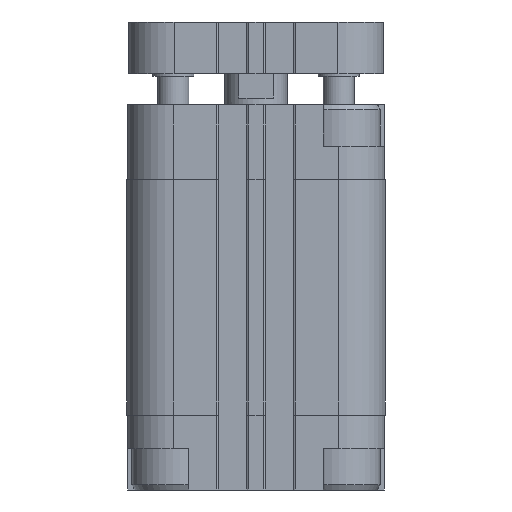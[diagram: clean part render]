
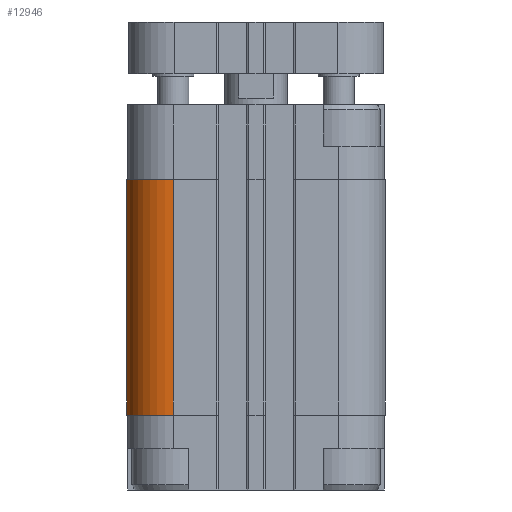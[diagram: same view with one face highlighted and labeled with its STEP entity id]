
A CAD part, front view. The second image highlights one B-rep face of the part: STEP entity #12946.
In plain terms, the highlighted cylindrical face has radius 9 mm (diameter 18 mm), a partial arc.
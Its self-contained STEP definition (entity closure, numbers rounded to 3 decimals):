
#538=LINE('',#20658,#1718);
#539=LINE('',#20660,#1719);
#1718=VECTOR('',#16242,1000.);
#1719=VECTOR('',#16245,1000.);
#2914=CYLINDRICAL_SURFACE('',#13963,9.);
#4565=ORIENTED_EDGE('',*,*,#7892,.F.);
#4566=ORIENTED_EDGE('',*,*,#7938,.F.);
#4567=ORIENTED_EDGE('',*,*,#7453,.T.);
#4568=ORIENTED_EDGE('',*,*,#7939,.T.);
#7453=EDGE_CURVE('',#9357,#9356,#10424,.T.);
#7892=EDGE_CURVE('',#9647,#9648,#10536,.T.);
#7938=EDGE_CURVE('',#9357,#9647,#538,.T.);
#7939=EDGE_CURVE('',#9356,#9648,#539,.T.);
#9356=VERTEX_POINT('',#19699);
#9357=VERTEX_POINT('',#19701);
#9647=VERTEX_POINT('',#20564);
#9648=VERTEX_POINT('',#20566);
#10424=CIRCLE('',#13659,9.);
#10536=CIRCLE('',#13906,9.);
#11108=EDGE_LOOP('',(#4565,#4566,#4567,#4568));
#12010=FACE_BOUND('',#11108,.T.);
#12946=ADVANCED_FACE('',(#12010),#2914,.T.);
#13659=AXIS2_PLACEMENT_3D('',#19700,#15281,#15282);
#13906=AXIS2_PLACEMENT_3D('',#20565,#16102,#16103);
#13963=AXIS2_PLACEMENT_3D('',#20659,#16243,#16244);
#15281=DIRECTION('',(0.,0.,1.));
#15282=DIRECTION('',(1.,0.,0.));
#16102=DIRECTION('',(0.,0.,1.));
#16103=DIRECTION('',(1.,0.,0.));
#16242=DIRECTION('',(0.,0.,1.));
#16243=DIRECTION('',(0.,0.,1.));
#16244=DIRECTION('',(1.,0.,0.));
#16245=DIRECTION('',(0.,0.,1.));
#19699=CARTESIAN_POINT('',(16.,25.,-60.));
#19700=CARTESIAN_POINT('',(16.,16.,-60.));
#19701=CARTESIAN_POINT('',(25.,16.,-60.));
#20564=CARTESIAN_POINT('',(25.,16.,-14.5));
#20565=CARTESIAN_POINT('',(16.,16.,-14.5));
#20566=CARTESIAN_POINT('',(16.,25.,-14.5));
#20658=CARTESIAN_POINT('',(25.,16.,-60.));
#20659=CARTESIAN_POINT('',(16.,16.,-60.));
#20660=CARTESIAN_POINT('',(16.,25.,-60.));
